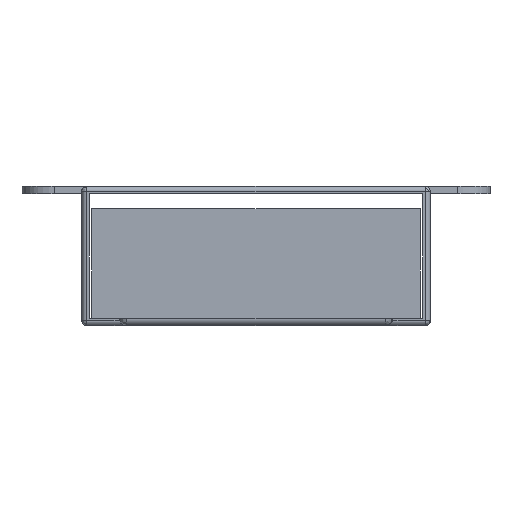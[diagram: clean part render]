
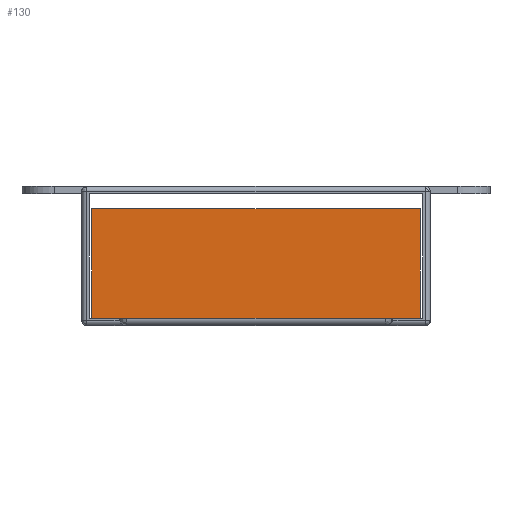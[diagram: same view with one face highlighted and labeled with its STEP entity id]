
A CAD part, front view. The second image highlights one B-rep face of the part: STEP entity #130.
In plain terms, the highlighted planar face has unit normal (0, -1, 0).
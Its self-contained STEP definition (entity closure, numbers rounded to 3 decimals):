
#97 = DIRECTION ( 'NONE',  ( -1., 0., 0. ) ) ;
#130 = ADVANCED_FACE ( 'NONE', ( #3212 ), #1228, .T. ) ;
#196 = DIRECTION ( 'NONE',  ( 1., 0., 0. ) ) ;
#305 = LINE ( 'NONE', #3183, #4279 ) ;
#736 = EDGE_CURVE ( 'NONE', #1881, #3395, #4542, .T. ) ;
#805 = EDGE_LOOP ( 'NONE', ( #4942, #2581, #1917, #1022 ) ) ;
#817 = LINE ( 'NONE', #4566, #4611 ) ;
#1022 = ORIENTED_EDGE ( 'NONE', *, *, #736, .F. ) ;
#1035 = EDGE_CURVE ( 'NONE', #1420, #2466, #3020, .T. ) ;
#1228 = PLANE ( 'NONE',  #4774 ) ;
#1312 = DIRECTION ( 'NONE',  ( 0., 0., -1. ) ) ;
#1420 = VERTEX_POINT ( 'NONE', #2613 ) ;
#1477 = DIRECTION ( 'NONE',  ( 0., 0., -1. ) ) ;
#1530 = EDGE_CURVE ( 'NONE', #1881, #2466, #817, .T. ) ;
#1714 = DIRECTION ( 'NONE',  ( 0., -1., 0. ) ) ;
#1881 = VERTEX_POINT ( 'NONE', #2572 ) ;
#1917 = ORIENTED_EDGE ( 'NONE', *, *, #2134, .T. ) ;
#2134 = EDGE_CURVE ( 'NONE', #1420, #3395, #305, .T. ) ;
#2264 = CARTESIAN_POINT ( 'NONE',  ( -33., -170., 1.5 ) ) ;
#2466 = VERTEX_POINT ( 'NONE', #5043 ) ;
#2572 = CARTESIAN_POINT ( 'NONE',  ( -33., -170., 1.5 ) ) ;
#2581 = ORIENTED_EDGE ( 'NONE', *, *, #1035, .F. ) ;
#2613 = CARTESIAN_POINT ( 'NONE',  ( 33., -170., 23.5 ) ) ;
#3016 = DIRECTION ( 'NONE',  ( 0., 0., 1. ) ) ;
#3020 = LINE ( 'NONE', #4348, #5036 ) ;
#3183 = CARTESIAN_POINT ( 'NONE',  ( 33., -170., 23.5 ) ) ;
#3212 = FACE_OUTER_BOUND ( 'NONE', #805, .T. ) ;
#3395 = VERTEX_POINT ( 'NONE', #3751 ) ;
#3751 = CARTESIAN_POINT ( 'NONE',  ( -33., -170., 23.5 ) ) ;
#3999 = CARTESIAN_POINT ( 'NONE',  ( 33., -170., 1.5 ) ) ;
#4026 = VECTOR ( 'NONE', #3016, 1000. ) ;
#4279 = VECTOR ( 'NONE', #97, 1000. ) ;
#4348 = CARTESIAN_POINT ( 'NONE',  ( 33., -170., 1.5 ) ) ;
#4542 = LINE ( 'NONE', #2264, #4026 ) ;
#4566 = CARTESIAN_POINT ( 'NONE',  ( 0., -170., 1.5 ) ) ;
#4611 = VECTOR ( 'NONE', #196, 1000. ) ;
#4774 = AXIS2_PLACEMENT_3D ( 'NONE', #3999, #1714, #1312 ) ;
#4942 = ORIENTED_EDGE ( 'NONE', *, *, #1530, .T. ) ;
#5036 = VECTOR ( 'NONE', #1477, 1000. ) ;
#5043 = CARTESIAN_POINT ( 'NONE',  ( 33., -170., 1.5 ) ) ;
